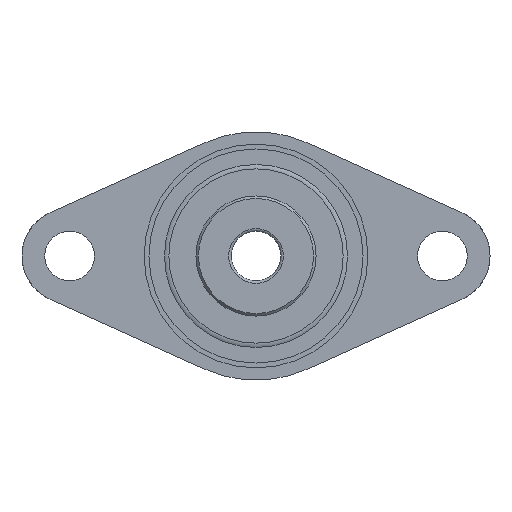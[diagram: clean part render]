
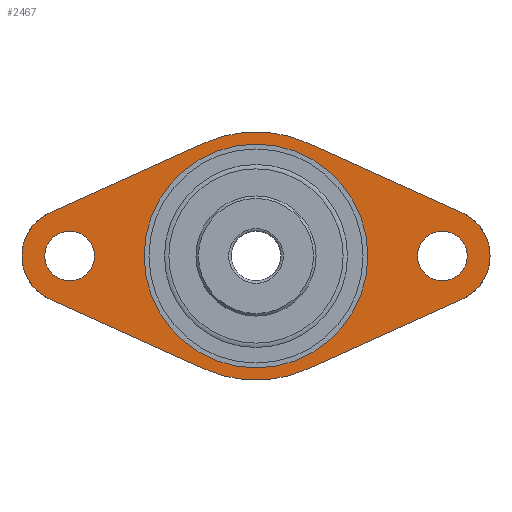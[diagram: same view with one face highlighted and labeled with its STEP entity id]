
A CAD part, left-side view. The second image highlights one B-rep face of the part: STEP entity #2467.
In plain terms, the highlighted planar face has unit normal (-1, 0, 0).
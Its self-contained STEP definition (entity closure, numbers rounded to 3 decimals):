
#18 = VERTEX_POINT ( 'NONE', #474 ) ;
#35 = ORIENTED_EDGE ( 'NONE', *, *, #2221, .T. ) ;
#49 = VERTEX_POINT ( 'NONE', #518 ) ;
#193 = VERTEX_POINT ( 'NONE', #590 ) ;
#243 = CARTESIAN_POINT ( 'NONE',  ( -15., 45., -6. ) ) ;
#247 = CARTESIAN_POINT ( 'NONE',  ( -15., -45., -6. ) ) ;
#249 = CARTESIAN_POINT ( 'NONE',  ( -15., 0., -27. ) ) ;
#339 = CARTESIAN_POINT ( 'NONE',  ( -15., -45., 0. ) ) ;
#341 = DIRECTION ( 'NONE',  ( 1., 0., 0. ) ) ;
#345 = DIRECTION ( 'NONE',  ( 0., 0., -1. ) ) ;
#449 = ORIENTED_EDGE ( 'NONE', *, *, #2286, .T. ) ;
#474 = CARTESIAN_POINT ( 'NONE',  ( -15., -49.728, -10.483 ) ) ;
#518 = CARTESIAN_POINT ( 'NONE',  ( -15., -12.333, -27.348 ) ) ;
#526 = EDGE_LOOP ( 'NONE', ( #2233 ) ) ;
#584 = CARTESIAN_POINT ( 'NONE',  ( -15., -12.333, 27.348 ) ) ;
#590 = CARTESIAN_POINT ( 'NONE',  ( -15., 12.333, -27.348 ) ) ;
#603 = ORIENTED_EDGE ( 'NONE', *, *, #2306, .F. ) ;
#607 = CARTESIAN_POINT ( 'NONE',  ( -15., -49.728, 10.483 ) ) ;
#709 = DIRECTION ( 'NONE',  ( 1., 0., 0. ) ) ;
#718 = CARTESIAN_POINT ( 'NONE',  ( -15., 12.333, 27.348 ) ) ;
#723 = ORIENTED_EDGE ( 'NONE', *, *, #2207, .T. ) ;
#747 = DIRECTION ( 'NONE',  ( 0., 0., -1. ) ) ;
#773 = DIRECTION ( 'NONE',  ( 0., -0.912, 0.411 ) ) ;
#984 = ORIENTED_EDGE ( 'NONE', *, *, #2280, .F. ) ;
#994 = AXIS2_PLACEMENT_3D ( 'NONE', #1863, #1845, #1841 ) ;
#1015 = VERTEX_POINT ( 'NONE', #243 ) ;
#1016 = VERTEX_POINT ( 'NONE', #247 ) ;
#1019 = VERTEX_POINT ( 'NONE', #249 ) ;
#1098 = CARTESIAN_POINT ( 'NONE',  ( -15., 0., 0. ) ) ;
#1161 = DIRECTION ( 'NONE',  ( 0., 0., -1. ) ) ;
#1170 = AXIS2_PLACEMENT_3D ( 'NONE', #2777, #709, #747 ) ;
#1179 = AXIS2_PLACEMENT_3D ( 'NONE', #1938, #1876, #1835 ) ;
#1205 = AXIS2_PLACEMENT_3D ( 'NONE', #1480, #1322, #1458 ) ;
#1218 = ORIENTED_EDGE ( 'NONE', *, *, #2269, .T. ) ;
#1219 = AXIS2_PLACEMENT_3D ( 'NONE', #2258, #2178, #2129 ) ;
#1220 = AXIS2_PLACEMENT_3D ( 'NONE', #2133, #1836, #2057 ) ;
#1241 = AXIS2_PLACEMENT_3D ( 'NONE', #1098, #1850, #1161 ) ;
#1322 = DIRECTION ( 'NONE',  ( 1., 0., 0. ) ) ;
#1333 = DIRECTION ( 'NONE',  ( 0., 0.912, 0.411 ) ) ;
#1347 = AXIS2_PLACEMENT_3D ( 'NONE', #339, #341, #345 ) ;
#1373 = CARTESIAN_POINT ( 'NONE',  ( -15., 49.728, -10.483 ) ) ;
#1458 = DIRECTION ( 'NONE',  ( 0., 0., -1. ) ) ;
#1480 = CARTESIAN_POINT ( 'NONE',  ( -15., 0., 0. ) ) ;
#1617 = FACE_OUTER_BOUND ( 'NONE', #2156, .T. ) ;
#1621 = FACE_BOUND ( 'NONE', #526, .T. ) ;
#1627 = CARTESIAN_POINT ( 'NONE',  ( -15., -49.728, 10.483 ) ) ;
#1628 = FACE_BOUND ( 'NONE', #2541, .T. ) ;
#1636 = FACE_BOUND ( 'NONE', #2312, .T. ) ;
#1685 = ORIENTED_EDGE ( 'NONE', *, *, #2305, .F. ) ;
#1754 = DIRECTION ( 'NONE',  ( 0., 0.912, -0.411 ) ) ;
#1772 = CARTESIAN_POINT ( 'NONE',  ( -15., -49.728, -10.483 ) ) ;
#1789 = CARTESIAN_POINT ( 'NONE',  ( -15., 49.728, -10.483 ) ) ;
#1814 = VECTOR ( 'NONE', #1754, 1000. ) ;
#1819 = CIRCLE ( 'NONE', #1170, 30. ) ;
#1827 = CARTESIAN_POINT ( 'NONE',  ( -15., 49.728, 10.483 ) ) ;
#1828 = LINE ( 'NONE', #1772, #1814 ) ;
#1835 = DIRECTION ( 'NONE',  ( 0., 0., -1. ) ) ;
#1836 = DIRECTION ( 'NONE',  ( 1., 0., 0. ) ) ;
#1841 = DIRECTION ( 'NONE',  ( 0., 0., -1. ) ) ;
#1842 = VECTOR ( 'NONE', #1847, 1000. ) ;
#1845 = DIRECTION ( 'NONE',  ( 1., 0., 0. ) ) ;
#1847 = DIRECTION ( 'NONE',  ( 0., -0.912, -0.411 ) ) ;
#1850 = DIRECTION ( 'NONE',  ( 1., 0., 0. ) ) ;
#1851 = CIRCLE ( 'NONE', #1179, 11.5 ) ;
#1853 = LINE ( 'NONE', #1789, #1842 ) ;
#1854 = VECTOR ( 'NONE', #1333, 1000. ) ;
#1855 = ORIENTED_EDGE ( 'NONE', *, *, #2253, .F. ) ;
#1858 = LINE ( 'NONE', #1627, #1854 ) ;
#1863 = CARTESIAN_POINT ( 'NONE',  ( -15., 0., 0. ) ) ;
#1876 = DIRECTION ( 'NONE',  ( 1., 0., 0. ) ) ;
#1885 = CIRCLE ( 'NONE', #1205, 30. ) ;
#1886 = PLANE ( 'NONE',  #994 ) ;
#1920 = CIRCLE ( 'NONE', #1219, 6. ) ;
#1938 = CARTESIAN_POINT ( 'NONE',  ( -15., 45., 0. ) ) ;
#1941 = CIRCLE ( 'NONE', #1220, 6. ) ;
#1965 = CIRCLE ( 'NONE', #1241, 27. ) ;
#1989 = VECTOR ( 'NONE', #773, 1000. ) ;
#2021 = LINE ( 'NONE', #2500, #1989 ) ;
#2057 = DIRECTION ( 'NONE',  ( 0., 0., -1. ) ) ;
#2076 = EDGE_CURVE ( 'E246', #2812, #18, #2121, .T. ) ;
#2080 = ORIENTED_EDGE ( 'NONE', *, *, #2184, .F. ) ;
#2121 = CIRCLE ( 'NONE', #1347, 11.5 ) ;
#2129 = DIRECTION ( 'NONE',  ( 0., 0., -1. ) ) ;
#2133 = CARTESIAN_POINT ( 'NONE',  ( -15., -45., 0. ) ) ;
#2156 = EDGE_LOOP ( 'NONE', ( #1685, #2502, #1218, #1855, #2080, #984, #449, #603 ) ) ;
#2178 = DIRECTION ( 'NONE',  ( 1., 0., 0. ) ) ;
#2184 = EDGE_CURVE ( 'E193', #2480, #2322, #2021, .T. ) ;
#2207 = EDGE_CURVE ( 'NONE', #1019, #1019, #1965, .T. ) ;
#2221 = EDGE_CURVE ( 'NONE', #1016, #1016, #1941, .T. ) ;
#2227 = EDGE_CURVE ( 'NONE', #1015, #1015, #1920, .T. ) ;
#2233 = ORIENTED_EDGE ( 'NONE', *, *, #2227, .T. ) ;
#2253 = EDGE_CURVE ( 'E214', #2322, #2822, #1885, .T. ) ;
#2258 = CARTESIAN_POINT ( 'NONE',  ( -15., 45., 0. ) ) ;
#2260 = VERTEX_POINT ( 'NONE', #1373 ) ;
#2269 = EDGE_CURVE ( 'E240', #2812, #2822, #1858, .T. ) ;
#2280 = EDGE_CURVE ( 'E382', #2260, #2480, #1851, .T. ) ;
#2286 = EDGE_CURVE ( 'E376', #2260, #193, #1853, .T. ) ;
#2305 = EDGE_CURVE ( 'E329', #18, #49, #1828, .T. ) ;
#2306 = EDGE_CURVE ( 'E350', #49, #193, #1819, .T. ) ;
#2312 = EDGE_LOOP ( 'NONE', ( #723 ) ) ;
#2322 = VERTEX_POINT ( 'NONE', #718 ) ;
#2467 = ADVANCED_FACE ( 'E454', ( #1636, #1628, #1621, #1617 ), #1886, .F. ) ;
#2480 = VERTEX_POINT ( 'NONE', #1827 ) ;
#2500 = CARTESIAN_POINT ( 'NONE',  ( -15., 49.728, 10.483 ) ) ;
#2502 = ORIENTED_EDGE ( 'NONE', *, *, #2076, .F. ) ;
#2541 = EDGE_LOOP ( 'NONE', ( #35 ) ) ;
#2777 = CARTESIAN_POINT ( 'NONE',  ( -15., 0., 0. ) ) ;
#2812 = VERTEX_POINT ( 'NONE', #607 ) ;
#2822 = VERTEX_POINT ( 'NONE', #584 ) ;
